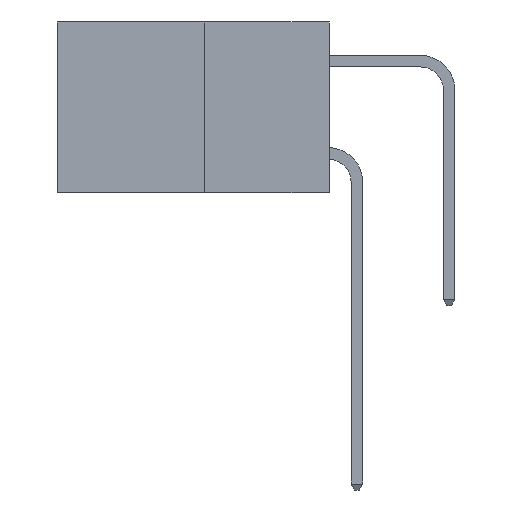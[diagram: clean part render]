
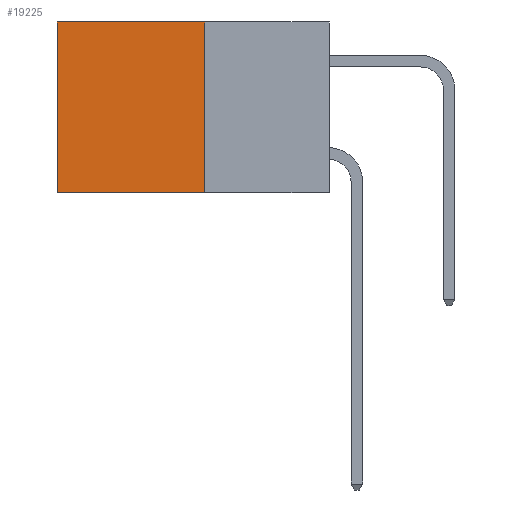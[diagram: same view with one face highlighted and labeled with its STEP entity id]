
A CAD part, left-side view. The second image highlights one B-rep face of the part: STEP entity #19225.
In plain terms, the highlighted planar face has unit normal (-1, 0, 0).
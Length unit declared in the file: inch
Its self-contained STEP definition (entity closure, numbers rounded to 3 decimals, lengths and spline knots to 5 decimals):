
#232 = ORIENTED_EDGE ( 'NONE', *, *, #28968, .T. ) ;
#334 = VERTEX_POINT ( 'NONE', #21298 ) ;
#1601 = LINE ( 'NONE', #27646, #14509 ) ;
#3276 = DIRECTION ( 'NONE',  ( 0., 0., -1. ) ) ;
#4600 = PLANE ( 'NONE',  #10549 ) ;
#5734 = DIRECTION ( 'NONE',  ( 0., 1., 0. ) ) ;
#6302 = LINE ( 'NONE', #24422, #19180 ) ;
#6468 = DIRECTION ( 'NONE',  ( 0., 0., -1. ) ) ;
#6913 = VECTOR ( 'NONE', #3276, 39.37008 ) ;
#7196 = DIRECTION ( 'NONE',  ( 1., 0., 0. ) ) ;
#8898 = EDGE_LOOP ( 'NONE', ( #232, #26353, #16032, #24157 ) ) ;
#10549 = AXIS2_PLACEMENT_3D ( 'NONE', #19901, #7196, #25129 ) ;
#12023 = VERTEX_POINT ( 'NONE', #12971 ) ;
#12319 = LINE ( 'NONE', #18659, #30953 ) ;
#12971 = CARTESIAN_POINT ( 'NONE',  ( 0.277, 0.59, -0.37 ) ) ;
#14509 = VECTOR ( 'NONE', #22675, 39.37008 ) ;
#16032 = ORIENTED_EDGE ( 'NONE', *, *, #21496, .F. ) ;
#17355 = FACE_OUTER_BOUND ( 'NONE', #8898, .T. ) ;
#18659 = CARTESIAN_POINT ( 'NONE',  ( 0.277, 0.27, -0.37 ) ) ;
#18711 = CARTESIAN_POINT ( 'NONE',  ( 0.277, 0.59, -0.37 ) ) ;
#19180 = VECTOR ( 'NONE', #6468, 39.37008 ) ;
#19225 = ADVANCED_FACE ( 'NONE', ( #17355 ), #4600, .F. ) ;
#19901 = CARTESIAN_POINT ( 'NONE',  ( 0.277, 0.27, -0.37 ) ) ;
#21298 = CARTESIAN_POINT ( 'NONE',  ( 0.277, 0.27, 0. ) ) ;
#21496 = EDGE_CURVE ( 'NONE', #334, #22784, #6302, .T. ) ;
#22675 = DIRECTION ( 'NONE',  ( 0., 1., 0. ) ) ;
#22689 = EDGE_CURVE ( 'NONE', #22784, #12023, #12319, .T. ) ;
#22784 = VERTEX_POINT ( 'NONE', #26979 ) ;
#24034 = VERTEX_POINT ( 'NONE', #24221 ) ;
#24157 = ORIENTED_EDGE ( 'NONE', *, *, #25662, .T. ) ;
#24221 = CARTESIAN_POINT ( 'NONE',  ( 0.277, 0.59, 0. ) ) ;
#24422 = CARTESIAN_POINT ( 'NONE',  ( 0.277, 0.27, -0.37 ) ) ;
#25129 = DIRECTION ( 'NONE',  ( 0., 0., -1. ) ) ;
#25662 = EDGE_CURVE ( 'NONE', #334, #24034, #1601, .T. ) ;
#25748 = LINE ( 'NONE', #18711, #6913 ) ;
#26353 = ORIENTED_EDGE ( 'NONE', *, *, #22689, .F. ) ;
#26979 = CARTESIAN_POINT ( 'NONE',  ( 0.277, 0.27, -0.37 ) ) ;
#27646 = CARTESIAN_POINT ( 'NONE',  ( 0.277, 0.27, 0. ) ) ;
#28968 = EDGE_CURVE ( 'NONE', #24034, #12023, #25748, .T. ) ;
#30953 = VECTOR ( 'NONE', #5734, 39.37008 ) ;
